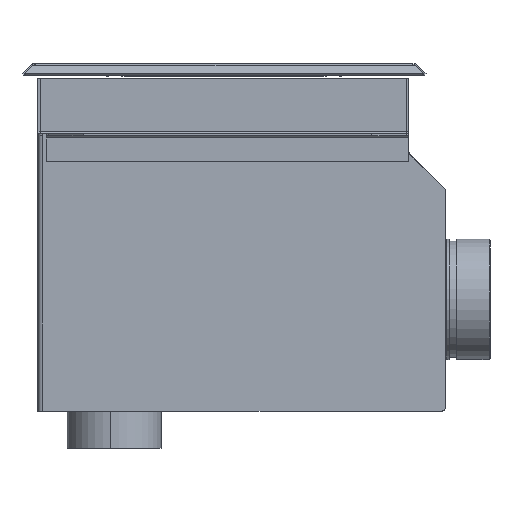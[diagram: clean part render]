
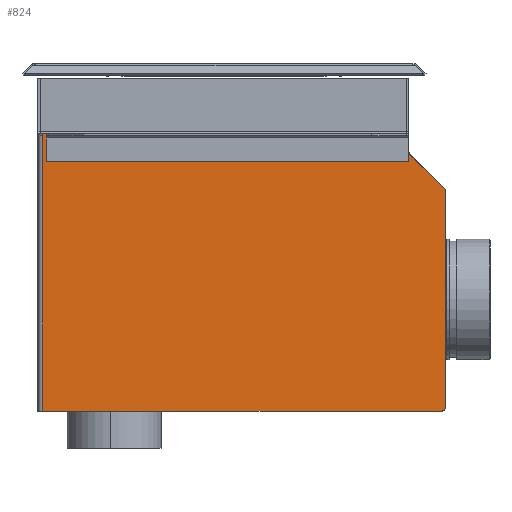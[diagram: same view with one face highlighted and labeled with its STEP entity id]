
A CAD part, left-side view. The second image highlights one B-rep face of the part: STEP entity #824.
In plain terms, the highlighted planar face has unit normal (-1, 0, 0).
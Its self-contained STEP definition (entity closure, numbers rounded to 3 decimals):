
#133 = DIRECTION ( 'NONE',  ( 0., -1., 0. ) ) ;
#173 = CARTESIAN_POINT ( 'NONE',  ( -210.8, -120.2, -30. ) ) ;
#383 = AXIS2_PLACEMENT_3D ( 'NONE', #3837, #8313, #133 ) ;
#425 = VERTEX_POINT ( 'NONE', #1475 ) ;
#516 = CARTESIAN_POINT ( 'NONE',  ( -210.8, -120.2, 0. ) ) ;
#527 = VECTOR ( 'NONE', #8626, 1000. ) ;
#638 = DIRECTION ( 'NONE',  ( 0., -1., 0. ) ) ;
#824 = ADVANCED_FACE ( 'NONE', ( #2294 ), #2640, .T. ) ;
#830 = LINE ( 'NONE', #7157, #5424 ) ;
#1044 = EDGE_CURVE ( 'NONE', #5288, #8373, #9820, .T. ) ;
#1475 = CARTESIAN_POINT ( 'NONE',  ( -210.8, -120.2, -177.5 ) ) ;
#1622 = ORIENTED_EDGE ( 'NONE', *, *, #9791, .F. ) ;
#1659 = LINE ( 'NONE', #516, #8146 ) ;
#1686 = EDGE_LOOP ( 'NONE', ( #8940, #6927, #5022, #9197, #1622, #4764, #10318, #10891, #4134 ) ) ;
#1779 = EDGE_CURVE ( 'NONE', #4158, #7047, #5932, .T. ) ;
#1817 = CARTESIAN_POINT ( 'NONE',  ( -210.8, -117.7, -180. ) ) ;
#2058 = VECTOR ( 'NONE', #7217, 1000. ) ;
#2235 = CARTESIAN_POINT ( 'NONE',  ( -210.8, -120.2, 0. ) ) ;
#2294 = FACE_OUTER_BOUND ( 'NONE', #1686, .T. ) ;
#2545 = DIRECTION ( 'NONE',  ( 0., 1., 0. ) ) ;
#2640 = PLANE ( 'NONE',  #3151 ) ;
#2652 = EDGE_CURVE ( 'NONE', #5288, #425, #1659, .T. ) ;
#2916 = VECTOR ( 'NONE', #3673, 1000. ) ;
#3151 = AXIS2_PLACEMENT_3D ( 'NONE', #2235, #5879, #10475 ) ;
#3290 = EDGE_CURVE ( 'NONE', #4571, #7732, #3753, .T. ) ;
#3437 = CARTESIAN_POINT ( 'NONE',  ( -210.8, -120.2, -180. ) ) ;
#3673 = DIRECTION ( 'NONE',  ( 0., 0., -1. ) ) ;
#3741 = CARTESIAN_POINT ( 'NONE',  ( -210.8, 97.7, -180. ) ) ;
#3753 = LINE ( 'NONE', #173, #2058 ) ;
#3783 = CARTESIAN_POINT ( 'NONE',  ( -210.8, -100.2, -40.6 ) ) ;
#3837 = CARTESIAN_POINT ( 'NONE',  ( -210.8, -117.7, -177.5 ) ) ;
#4134 = ORIENTED_EDGE ( 'NONE', *, *, #6441, .T. ) ;
#4158 = VERTEX_POINT ( 'NONE', #7073 ) ;
#4325 = LINE ( 'NONE', #3437, #7430 ) ;
#4353 = VERTEX_POINT ( 'NONE', #1817 ) ;
#4571 = VERTEX_POINT ( 'NONE', #10153 ) ;
#4764 = ORIENTED_EDGE ( 'NONE', *, *, #1779, .F. ) ;
#5022 = ORIENTED_EDGE ( 'NONE', *, *, #2652, .F. ) ;
#5054 = VECTOR ( 'NONE', #6116, 1000. ) ;
#5056 = CARTESIAN_POINT ( 'NONE',  ( -210.8, -120.2, -61.677 ) ) ;
#5288 = VERTEX_POINT ( 'NONE', #5056 ) ;
#5424 = VECTOR ( 'NONE', #6372, 1000. ) ;
#5879 = DIRECTION ( 'NONE',  ( -1., 0., 0. ) ) ;
#5932 = LINE ( 'NONE', #10657, #527 ) ;
#6116 = DIRECTION ( 'NONE',  ( 0., -0.707, -0.707 ) ) ;
#6257 = DIRECTION ( 'NONE',  ( -1., 0., 0. ) ) ;
#6372 = DIRECTION ( 'NONE',  ( 0., 0.707, 0.707 ) ) ;
#6441 = EDGE_CURVE ( 'NONE', #7732, #9534, #7363, .T. ) ;
#6927 = ORIENTED_EDGE ( 'NONE', *, *, #7044, .T. ) ;
#7044 = EDGE_CURVE ( 'NONE', #4353, #425, #8775, .T. ) ;
#7047 = VERTEX_POINT ( 'NONE', #3783 ) ;
#7073 = CARTESIAN_POINT ( 'NONE',  ( -210.8, -100.2, -30.2 ) ) ;
#7157 = CARTESIAN_POINT ( 'NONE',  ( -210.8, -95.1, -25.1 ) ) ;
#7217 = DIRECTION ( 'NONE',  ( 0., 1., 0. ) ) ;
#7326 = EDGE_CURVE ( 'NONE', #4353, #9534, #4325, .T. ) ;
#7363 = LINE ( 'NONE', #9179, #2916 ) ;
#7430 = VECTOR ( 'NONE', #2545, 1000. ) ;
#7732 = VERTEX_POINT ( 'NONE', #9159 ) ;
#8038 = DIRECTION ( 'NONE',  ( 0., 0., -1. ) ) ;
#8146 = VECTOR ( 'NONE', #8038, 1000. ) ;
#8313 = DIRECTION ( 'NONE',  ( -1., 0., 0. ) ) ;
#8373 = VERTEX_POINT ( 'NONE', #9473 ) ;
#8626 = DIRECTION ( 'NONE',  ( 0., 0., -1. ) ) ;
#8775 = CIRCLE ( 'NONE', #383, 2.5 ) ;
#8870 = LINE ( 'NONE', #9895, #5054 ) ;
#8940 = ORIENTED_EDGE ( 'NONE', *, *, #7326, .F. ) ;
#9159 = CARTESIAN_POINT ( 'NONE',  ( -210.8, 97.7, -30. ) ) ;
#9179 = CARTESIAN_POINT ( 'NONE',  ( -210.8, 97.7, 0. ) ) ;
#9197 = ORIENTED_EDGE ( 'NONE', *, *, #1044, .T. ) ;
#9473 = CARTESIAN_POINT ( 'NONE',  ( -210.8, -119.438, -59.838 ) ) ;
#9534 = VERTEX_POINT ( 'NONE', #3741 ) ;
#9791 = EDGE_CURVE ( 'NONE', #7047, #8373, #8870, .T. ) ;
#9820 = CIRCLE ( 'NONE', #11343, 2.6 ) ;
#9895 = CARTESIAN_POINT ( 'NONE',  ( -210.8, -89.9, -30.3 ) ) ;
#10153 = CARTESIAN_POINT ( 'NONE',  ( -210.8, -100., -30. ) ) ;
#10318 = ORIENTED_EDGE ( 'NONE', *, *, #10598, .T. ) ;
#10475 = DIRECTION ( 'NONE',  ( 0., -1., 0. ) ) ;
#10598 = EDGE_CURVE ( 'NONE', #4158, #4571, #830, .T. ) ;
#10657 = CARTESIAN_POINT ( 'NONE',  ( -210.8, -100.2, 0. ) ) ;
#10891 = ORIENTED_EDGE ( 'NONE', *, *, #3290, .T. ) ;
#11343 = AXIS2_PLACEMENT_3D ( 'NONE', #11654, #6257, #638 ) ;
#11654 = CARTESIAN_POINT ( 'NONE',  ( -210.8, -117.6, -61.677 ) ) ;
